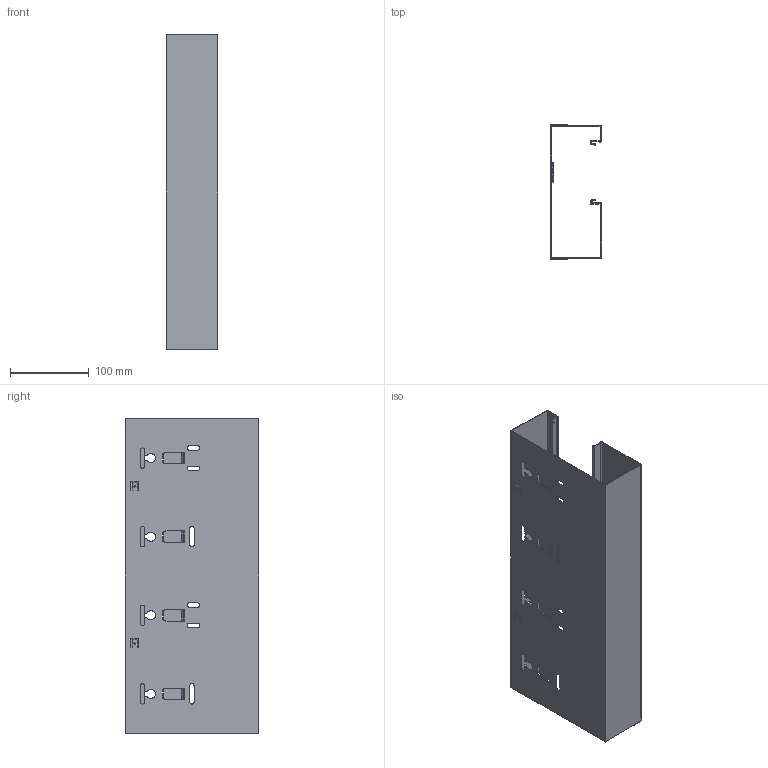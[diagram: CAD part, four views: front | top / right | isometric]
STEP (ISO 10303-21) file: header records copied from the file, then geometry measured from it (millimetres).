
FILE_DESCRIPTION((''),'2;1');
FILE_NAME('97200710P01','2023-05-04T15:14:35',('sivasanker.y'),(''),'CREO PARAMETRIC BY PTC INC, 2021284','CREO PARAMETRIC BY PTC INC, 2021284','');
FILE_SCHEMA(('CONFIG_CONTROL_DESIGN'));
Length unit declared in the file: millimetre
Products named in the file (1): 97200710P01
Bounding box: 65 x 170.25 x 400 mm (x, y, z)
Volume: 134827.1 mm3; surface area: 340199.4 mm2
Topology: 1 solids, 1 shells, 367 faces, 1036 edges, 671 vertices
Faces by surface type: plane 281, cylinder 82, bspline 4
Entity records: 12077 total; most frequent: CARTESIAN_POINT 2297, ORIENTED_EDGE 2072, DIRECTION 1909, EDGE_CURVE 1036, VECTOR 839, LINE 839, VERTEX_POINT 671, AXIS2_PLACEMENT_3D 535
